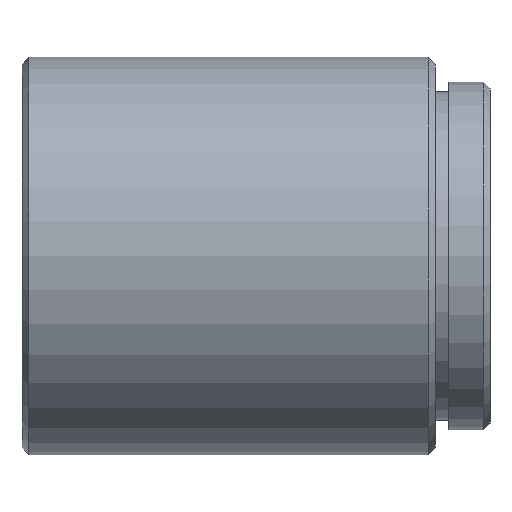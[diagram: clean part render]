
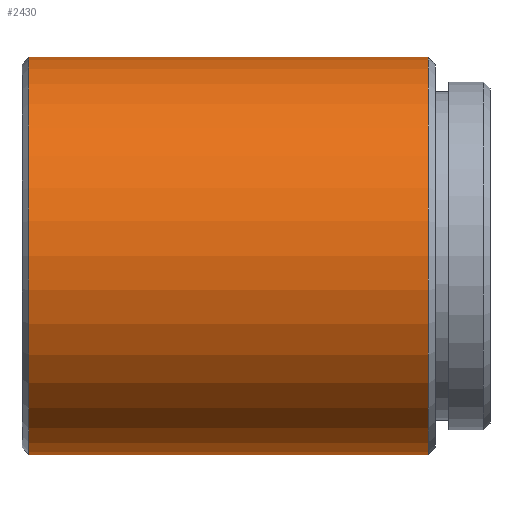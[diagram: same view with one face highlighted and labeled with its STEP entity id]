
A CAD part, top view. The second image highlights one B-rep face of the part: STEP entity #2430.
In plain terms, the highlighted cylindrical face has radius 14.5 mm (diameter 29 mm), a partial arc.
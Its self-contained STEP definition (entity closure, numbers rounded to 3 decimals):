
#39 = VECTOR ( 'NONE', #1012, 1000. ) ;
#104 = CYLINDRICAL_SURFACE ( 'NONE', #2597, 14.5 ) ;
#232 = CARTESIAN_POINT ( 'NONE',  ( 29.66, 0., 0. ) ) ;
#267 = DIRECTION ( 'NONE',  ( -1., 0., 0. ) ) ;
#449 = CARTESIAN_POINT ( 'NONE',  ( 0., 14.5, 0. ) ) ;
#605 = CARTESIAN_POINT ( 'NONE',  ( 29.66, -14.5, 0. ) ) ;
#690 = CARTESIAN_POINT ( 'NONE',  ( 0., -14.5, 0. ) ) ;
#745 = CARTESIAN_POINT ( 'NONE',  ( 0., 0., 0. ) ) ;
#882 = EDGE_LOOP ( 'NONE', ( #1689, #1978, #2422, #2082 ) ) ;
#901 = VERTEX_POINT ( 'NONE', #605 ) ;
#916 = DIRECTION ( 'NONE',  ( -1., 0., 0. ) ) ;
#935 = EDGE_CURVE ( 'NONE', #2837, #2231, #2591, .T. ) ;
#1012 = DIRECTION ( 'NONE',  ( -1., 0., 0. ) ) ;
#1239 = EDGE_CURVE ( 'NONE', #1598, #2837, #2138, .T. ) ;
#1405 = CARTESIAN_POINT ( 'NONE',  ( 29.66, 14.5, 0. ) ) ;
#1406 = DIRECTION ( 'NONE',  ( 0., -1., 0. ) ) ;
#1598 = VERTEX_POINT ( 'NONE', #1405 ) ;
#1669 = CIRCLE ( 'NONE', #1771, 14.5 ) ;
#1689 = ORIENTED_EDGE ( 'NONE', *, *, #2898, .T. ) ;
#1698 = EDGE_CURVE ( 'NONE', #901, #2231, #1853, .T. ) ;
#1703 = AXIS2_PLACEMENT_3D ( 'NONE', #2421, #2870, #2199 ) ;
#1756 = VECTOR ( 'NONE', #2699, 1000. ) ;
#1762 = CARTESIAN_POINT ( 'NONE',  ( 0.5, -14.5, 0. ) ) ;
#1771 = AXIS2_PLACEMENT_3D ( 'NONE', #232, #916, #2070 ) ;
#1853 = LINE ( 'NONE', #690, #39 ) ;
#1978 = ORIENTED_EDGE ( 'NONE', *, *, #1239, .T. ) ;
#2070 = DIRECTION ( 'NONE',  ( 0., -1., 0. ) ) ;
#2082 = ORIENTED_EDGE ( 'NONE', *, *, #1698, .F. ) ;
#2138 = LINE ( 'NONE', #449, #1756 ) ;
#2199 = DIRECTION ( 'NONE',  ( 0., 1., 0. ) ) ;
#2231 = VERTEX_POINT ( 'NONE', #1762 ) ;
#2421 = CARTESIAN_POINT ( 'NONE',  ( 0.5, 0., 0. ) ) ;
#2422 = ORIENTED_EDGE ( 'NONE', *, *, #935, .T. ) ;
#2426 = CARTESIAN_POINT ( 'NONE',  ( 0.5, 14.5, 0. ) ) ;
#2430 = ADVANCED_FACE ( 'NONE', ( #2867 ), #104, .T. ) ;
#2591 = CIRCLE ( 'NONE', #1703, 14.5 ) ;
#2597 = AXIS2_PLACEMENT_3D ( 'NONE', #745, #267, #1406 ) ;
#2699 = DIRECTION ( 'NONE',  ( -1., 0., 0. ) ) ;
#2837 = VERTEX_POINT ( 'NONE', #2426 ) ;
#2867 = FACE_OUTER_BOUND ( 'NONE', #882, .T. ) ;
#2870 = DIRECTION ( 'NONE',  ( 1., 0., 0. ) ) ;
#2898 = EDGE_CURVE ( 'NONE', #901, #1598, #1669, .T. ) ;
